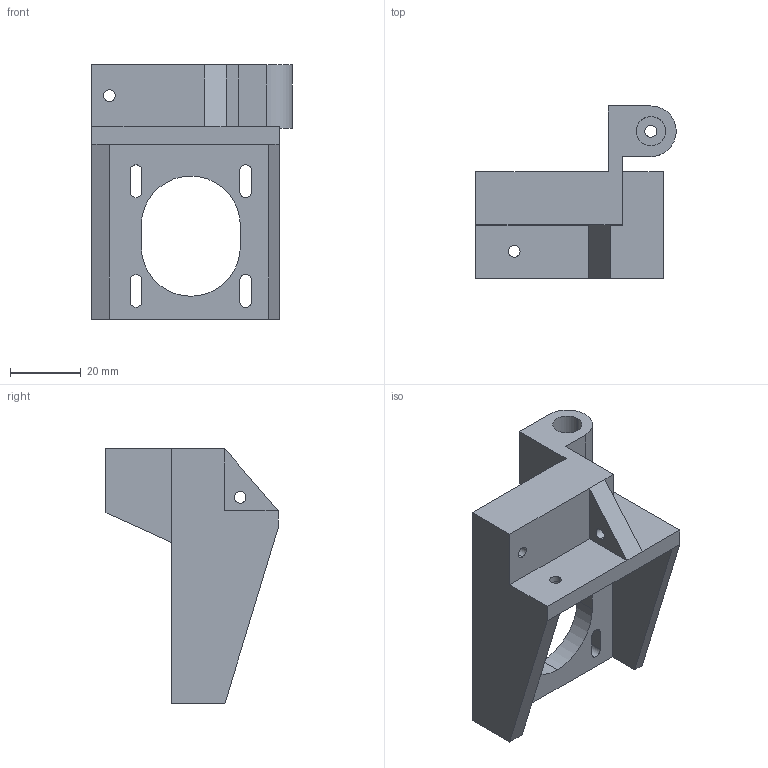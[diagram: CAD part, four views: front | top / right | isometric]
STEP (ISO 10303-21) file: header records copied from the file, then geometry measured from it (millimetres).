
FILE_DESCRIPTION (( 'STEP AP214' ), '1' );
FILE_NAME ('V1Rook_Top Right Motor Mount ROD MOD.STEP', '2022-11-29T15:00:35', ( '' ), ( '' ), 'SwSTEP 2.0', 'SolidWorks 2020', '' );
FILE_SCHEMA (( 'AUTOMOTIVE_DESIGN' ));
Length unit declared in the file: millimetre
Products named in the file (1): V1Rook_Top Right Motor Mount ROD MOD
Bounding box: 56.68 x 48.65 x 71.95 mm (x, y, z)
Volume: 40445.7 mm3; surface area: 17048.8 mm2
Topology: 1 solids, 1 shells, 92 faces, 246 edges, 162 vertices
Faces by surface type: plane 61, cylinder 31
Entity records: 2967 total; most frequent: CARTESIAN_POINT 501, DIRECTION 494, ORIENTED_EDGE 492, EDGE_CURVE 246, LINE 184, VECTOR 184, VERTEX_POINT 162, AXIS2_PLACEMENT_3D 155
